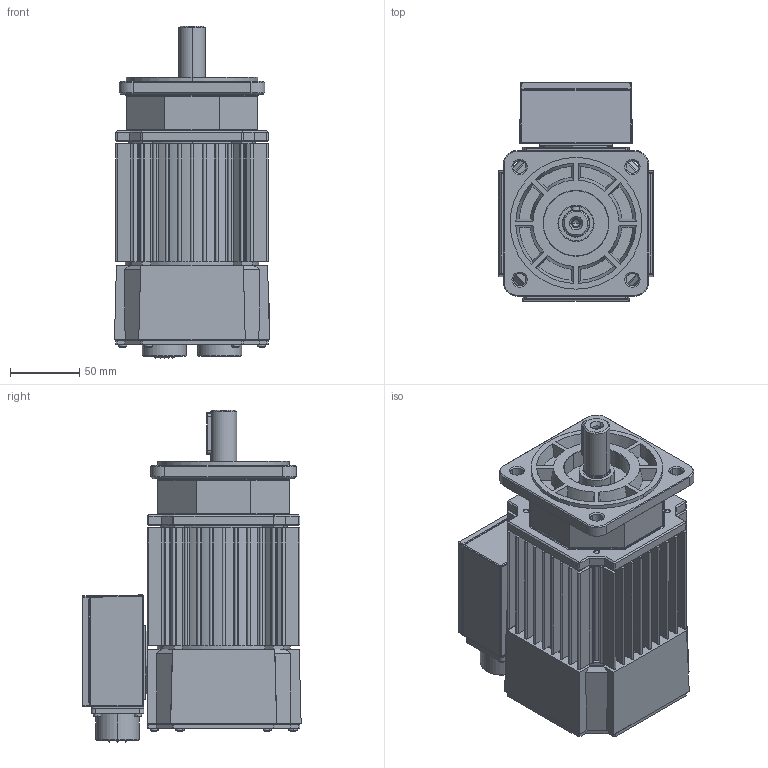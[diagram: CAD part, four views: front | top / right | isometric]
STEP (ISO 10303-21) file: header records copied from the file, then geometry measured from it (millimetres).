
FILE_DESCRIPTION((''),'2;1');
FILE_NAME('BL-112 - Basic.stp','2014-04-07T08:22:56',('arodrigo'),(''),'Autodesk Inventor 9','Autodesk Inventor 9','');
FILE_SCHEMA(('AUTOMOTIVE_DESIGN { 1 0 10303 214 1 1 1 1 }'));
Length unit declared in the file: millimetre
Products named in the file (1): Pieza1
Bounding box: 111.8 x 157.4 x 239.38 mm (x, y, z)
Volume: 2080420.7 mm3; surface area: 257184.1 mm2
Topology: 39 solids, 39 shells, 1603 faces, 4031 edges, 2524 vertices
Faces by surface type: plane 752, cylinder 497, bspline 120, cone 100, sphere 70, torus 64
Entity records: 50684 total; most frequent: CARTESIAN_POINT 11945, DIRECTION 8469, ORIENTED_EDGE 7868, EDGE_CURVE 3934, AXIS2_PLACEMENT_3D 3181, VERTEX_POINT 2503, VECTOR 2107, LINE 2107
